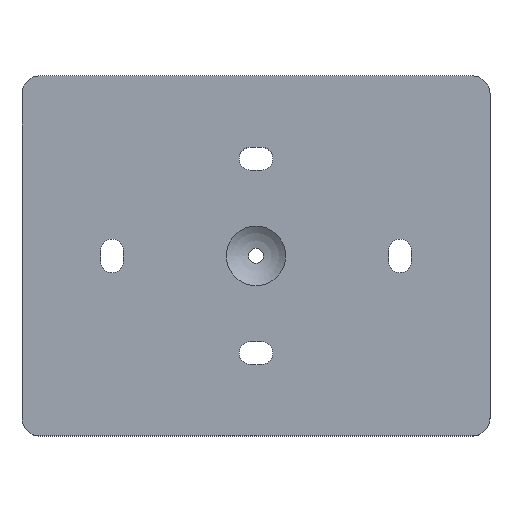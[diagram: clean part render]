
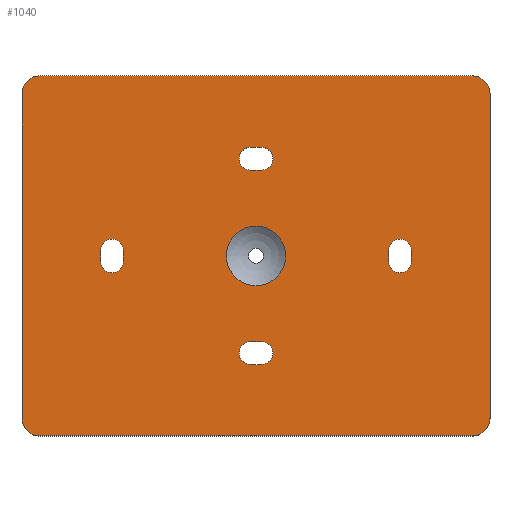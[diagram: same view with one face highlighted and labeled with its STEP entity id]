
A CAD part, top view. The second image highlights one B-rep face of the part: STEP entity #1040.
In plain terms, the highlighted planar face has unit normal (0, 0, 1).
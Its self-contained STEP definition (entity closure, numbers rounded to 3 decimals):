
#25=FACE_BOUND('',#242,.T.);
#26=FACE_BOUND('',#243,.T.);
#27=FACE_BOUND('',#244,.T.);
#28=FACE_BOUND('',#245,.T.);
#29=FACE_BOUND('',#246,.T.);
#31=CIRCLE('',#1058,3.175);
#33=CIRCLE('',#1062,3.175);
#35=CIRCLE('',#1066,3.175);
#37=CIRCLE('',#1070,3.175);
#39=CIRCLE('',#1073,3.175);
#41=CIRCLE('',#1077,3.175);
#43=CIRCLE('',#1082,3.175);
#45=CIRCLE('',#1086,3.175);
#83=CIRCLE('',#1148,5.);
#84=CIRCLE('',#1151,5.);
#85=CIRCLE('',#1153,5.);
#86=CIRCLE('',#1156,5.);
#90=CIRCLE('',#1162,8.254);
#178=FACE_OUTER_BOUND('',#241,.T.);
#241=EDGE_LOOP('',(#938,#939,#940,#941,#942,#943,#944,#945));
#242=EDGE_LOOP('',(#946,#947,#948,#949));
#243=EDGE_LOOP('',(#950,#951,#952,#953));
#244=EDGE_LOOP('',(#954,#955,#956,#957));
#245=EDGE_LOOP('',(#958,#959,#960,#961));
#246=EDGE_LOOP('',(#962));
#249=LINE('',#1507,#334);
#253=LINE('',#1519,#338);
#257=LINE('',#1531,#342);
#261=LINE('',#1543,#346);
#266=LINE('',#1561,#351);
#270=LINE('',#1571,#355);
#273=LINE('',#1579,#358);
#277=LINE('',#1591,#362);
#320=LINE('',#1759,#405);
#325=LINE('',#1773,#410);
#330=LINE('',#1798,#415);
#331=LINE('',#1800,#416);
#334=VECTOR('',#1180,10.);
#338=VECTOR('',#1192,10.);
#342=VECTOR('',#1204,10.);
#346=VECTOR('',#1216,10.);
#351=VECTOR('',#1235,10.);
#355=VECTOR('',#1247,10.);
#358=VECTOR('',#1252,10.);
#362=VECTOR('',#1264,10.);
#405=VECTOR('',#1439,10.);
#410=VECTOR('',#1454,10.);
#415=VECTOR('',#1491,10.);
#416=VECTOR('',#1494,10.);
#419=VERTEX_POINT('',#1504);
#420=VERTEX_POINT('',#1506);
#422=VERTEX_POINT('',#1512);
#424=VERTEX_POINT('',#1518);
#427=VERTEX_POINT('',#1528);
#428=VERTEX_POINT('',#1530);
#430=VERTEX_POINT('',#1536);
#432=VERTEX_POINT('',#1542);
#435=VERTEX_POINT('',#1552);
#436=VERTEX_POINT('',#1554);
#438=VERTEX_POINT('',#1560);
#440=VERTEX_POINT('',#1566);
#443=VERTEX_POINT('',#1576);
#444=VERTEX_POINT('',#1578);
#446=VERTEX_POINT('',#1584);
#448=VERTEX_POINT('',#1590);
#505=VERTEX_POINT('',#1752);
#506=VERTEX_POINT('',#1753);
#507=VERTEX_POINT('',#1758);
#508=VERTEX_POINT('',#1762);
#509=VERTEX_POINT('',#1766);
#510=VERTEX_POINT('',#1767);
#511=VERTEX_POINT('',#1772);
#512=VERTEX_POINT('',#1776);
#515=VERTEX_POINT('',#1786);
#518=EDGE_CURVE('',#420,#419,#249,.T.);
#521=EDGE_CURVE('',#422,#420,#31,.T.);
#524=EDGE_CURVE('',#424,#422,#253,.T.);
#527=EDGE_CURVE('',#419,#424,#33,.T.);
#530=EDGE_CURVE('',#428,#427,#257,.T.);
#533=EDGE_CURVE('',#430,#428,#35,.T.);
#536=EDGE_CURVE('',#432,#430,#261,.T.);
#539=EDGE_CURVE('',#427,#432,#37,.T.);
#542=EDGE_CURVE('',#436,#435,#39,.T.);
#545=EDGE_CURVE('',#438,#436,#266,.T.);
#548=EDGE_CURVE('',#440,#438,#41,.T.);
#551=EDGE_CURVE('',#435,#440,#270,.T.);
#554=EDGE_CURVE('',#444,#443,#273,.T.);
#557=EDGE_CURVE('',#446,#444,#43,.T.);
#560=EDGE_CURVE('',#448,#446,#277,.T.);
#563=EDGE_CURVE('',#443,#448,#45,.T.);
#640=EDGE_CURVE('',#505,#506,#83,.T.);
#643=EDGE_CURVE('',#507,#506,#320,.T.);
#645=EDGE_CURVE('',#507,#508,#84,.T.);
#647=EDGE_CURVE('',#509,#510,#85,.T.);
#650=EDGE_CURVE('',#511,#510,#325,.T.);
#652=EDGE_CURVE('',#511,#512,#86,.T.);
#658=EDGE_CURVE('',#515,#515,#90,.T.);
#663=EDGE_CURVE('',#505,#512,#330,.T.);
#664=EDGE_CURVE('',#509,#508,#331,.T.);
#938=ORIENTED_EDGE('',*,*,#640,.F.);
#939=ORIENTED_EDGE('',*,*,#663,.T.);
#940=ORIENTED_EDGE('',*,*,#652,.F.);
#941=ORIENTED_EDGE('',*,*,#650,.T.);
#942=ORIENTED_EDGE('',*,*,#647,.F.);
#943=ORIENTED_EDGE('',*,*,#664,.T.);
#944=ORIENTED_EDGE('',*,*,#645,.F.);
#945=ORIENTED_EDGE('',*,*,#643,.T.);
#946=ORIENTED_EDGE('',*,*,#518,.T.);
#947=ORIENTED_EDGE('',*,*,#527,.T.);
#948=ORIENTED_EDGE('',*,*,#524,.T.);
#949=ORIENTED_EDGE('',*,*,#521,.T.);
#950=ORIENTED_EDGE('',*,*,#530,.T.);
#951=ORIENTED_EDGE('',*,*,#539,.T.);
#952=ORIENTED_EDGE('',*,*,#536,.T.);
#953=ORIENTED_EDGE('',*,*,#533,.T.);
#954=ORIENTED_EDGE('',*,*,#545,.T.);
#955=ORIENTED_EDGE('',*,*,#542,.T.);
#956=ORIENTED_EDGE('',*,*,#551,.T.);
#957=ORIENTED_EDGE('',*,*,#548,.T.);
#958=ORIENTED_EDGE('',*,*,#554,.T.);
#959=ORIENTED_EDGE('',*,*,#563,.T.);
#960=ORIENTED_EDGE('',*,*,#560,.T.);
#961=ORIENTED_EDGE('',*,*,#557,.T.);
#962=ORIENTED_EDGE('',*,*,#658,.T.);
#985=PLANE('',#1173);
#1040=ADVANCED_FACE('',(#178,#25,#26,#27,#28,#29),#985,.F.);
#1058=AXIS2_PLACEMENT_3D('',#1513,#1186,#1187);
#1062=AXIS2_PLACEMENT_3D('',#1523,#1198,#1199);
#1066=AXIS2_PLACEMENT_3D('',#1537,#1210,#1211);
#1070=AXIS2_PLACEMENT_3D('',#1547,#1222,#1223);
#1073=AXIS2_PLACEMENT_3D('',#1555,#1229,#1230);
#1077=AXIS2_PLACEMENT_3D('',#1567,#1241,#1242);
#1082=AXIS2_PLACEMENT_3D('',#1585,#1258,#1259);
#1086=AXIS2_PLACEMENT_3D('',#1595,#1270,#1271);
#1148=AXIS2_PLACEMENT_3D('',#1754,#1433,#1434);
#1151=AXIS2_PLACEMENT_3D('',#1763,#1443,#1444);
#1153=AXIS2_PLACEMENT_3D('',#1768,#1448,#1449);
#1156=AXIS2_PLACEMENT_3D('',#1777,#1458,#1459);
#1162=AXIS2_PLACEMENT_3D('',#1788,#1472,#1473);
#1173=AXIS2_PLACEMENT_3D('',#1802,#1497,#1498);
#1180=DIRECTION('',(0.,1.,0.));
#1186=DIRECTION('center_axis',(0.,0.,-1.));
#1187=DIRECTION('ref_axis',(-1.,0.,0.));
#1192=DIRECTION('',(0.,-1.,0.));
#1198=DIRECTION('center_axis',(0.,0.,-1.));
#1199=DIRECTION('ref_axis',(-1.,0.,0.));
#1204=DIRECTION('',(-1.,0.,0.));
#1210=DIRECTION('center_axis',(0.,0.,-1.));
#1211=DIRECTION('ref_axis',(-1.,0.,0.));
#1216=DIRECTION('',(1.,0.,0.));
#1222=DIRECTION('center_axis',(0.,0.,-1.));
#1223=DIRECTION('ref_axis',(-1.,0.,0.));
#1229=DIRECTION('center_axis',(0.,0.,-1.));
#1230=DIRECTION('ref_axis',(-1.,0.,0.));
#1235=DIRECTION('',(0.,1.,0.));
#1241=DIRECTION('center_axis',(0.,0.,-1.));
#1242=DIRECTION('ref_axis',(-1.,0.,0.));
#1247=DIRECTION('',(0.,-1.,0.));
#1252=DIRECTION('',(-1.,0.,0.));
#1258=DIRECTION('center_axis',(0.,0.,-1.));
#1259=DIRECTION('ref_axis',(-1.,0.,0.));
#1264=DIRECTION('',(1.,0.,0.));
#1270=DIRECTION('center_axis',(0.,0.,-1.));
#1271=DIRECTION('ref_axis',(-1.,0.,0.));
#1433=DIRECTION('center_axis',(0.,0.,-1.));
#1434=DIRECTION('ref_axis',(-0.707,0.707,0.));
#1439=DIRECTION('',(-1.,0.,0.));
#1443=DIRECTION('center_axis',(0.,0.,-1.));
#1444=DIRECTION('ref_axis',(0.707,0.707,0.));
#1448=DIRECTION('center_axis',(0.,0.,-1.));
#1449=DIRECTION('ref_axis',(0.707,-0.707,0.));
#1454=DIRECTION('',(1.,0.,0.));
#1458=DIRECTION('center_axis',(0.,0.,-1.));
#1459=DIRECTION('ref_axis',(-0.707,-0.707,0.));
#1472=DIRECTION('center_axis',(0.,0.,-1.));
#1473=DIRECTION('ref_axis',(0.,1.,0.));
#1491=DIRECTION('',(0.,-1.,0.));
#1494=DIRECTION('',(0.,1.,0.));
#1497=DIRECTION('center_axis',(0.,0.,-1.));
#1498=DIRECTION('ref_axis',(-1.,0.,0.));
#1504=CARTESIAN_POINT('',(36.825,1.5,30.));
#1506=CARTESIAN_POINT('',(36.825,-1.5,30.));
#1507=CARTESIAN_POINT('',(36.825,12.75,30.));
#1512=CARTESIAN_POINT('',(43.175,-1.495,30.));
#1513=CARTESIAN_POINT('Origin',(40.,-1.5,30.));
#1518=CARTESIAN_POINT('',(43.175,1.5,30.));
#1519=CARTESIAN_POINT('',(43.175,14.25,30.));
#1523=CARTESIAN_POINT('Origin',(40.,1.5,30.));
#1528=CARTESIAN_POINT('',(-1.504,23.825,30.));
#1530=CARTESIAN_POINT('',(1.499,23.825,30.));
#1531=CARTESIAN_POINT('',(0.75,23.825,30.));
#1536=CARTESIAN_POINT('',(1.499,30.175,30.));
#1537=CARTESIAN_POINT('Origin',(1.5,27.,30.));
#1542=CARTESIAN_POINT('',(-1.504,30.175,30.));
#1543=CARTESIAN_POINT('',(-0.752,30.175,30.));
#1547=CARTESIAN_POINT('Origin',(-1.5,27.,30.));
#1552=CARTESIAN_POINT('',(-36.825,1.5,30.));
#1554=CARTESIAN_POINT('',(-43.175,1.5,30.));
#1555=CARTESIAN_POINT('Origin',(-40.,1.5,30.));
#1560=CARTESIAN_POINT('',(-43.175,-1.508,30.));
#1561=CARTESIAN_POINT('',(-43.175,12.746,30.));
#1566=CARTESIAN_POINT('',(-36.825,-1.508,30.));
#1567=CARTESIAN_POINT('Origin',(-40.,-1.5,30.));
#1571=CARTESIAN_POINT('',(-36.825,14.25,30.));
#1576=CARTESIAN_POINT('',(-1.504,-30.175,30.));
#1578=CARTESIAN_POINT('',(1.499,-30.175,30.));
#1579=CARTESIAN_POINT('',(0.75,-30.175,30.));
#1584=CARTESIAN_POINT('',(1.499,-23.825,30.));
#1585=CARTESIAN_POINT('Origin',(1.5,-27.,30.));
#1590=CARTESIAN_POINT('',(-1.504,-23.825,30.));
#1591=CARTESIAN_POINT('',(-0.752,-23.825,30.));
#1595=CARTESIAN_POINT('Origin',(-1.5,-27.,30.));
#1752=CARTESIAN_POINT('',(-65.,45.,30.));
#1753=CARTESIAN_POINT('',(-60.,50.,30.));
#1754=CARTESIAN_POINT('Origin',(-60.,45.,30.));
#1758=CARTESIAN_POINT('',(60.,50.,30.));
#1759=CARTESIAN_POINT('',(65.,50.,30.));
#1762=CARTESIAN_POINT('',(65.,45.,30.));
#1763=CARTESIAN_POINT('Origin',(60.,45.,30.));
#1766=CARTESIAN_POINT('',(65.,-45.,30.));
#1767=CARTESIAN_POINT('',(60.,-50.,30.));
#1768=CARTESIAN_POINT('Origin',(60.,-45.,30.));
#1772=CARTESIAN_POINT('',(-60.,-50.,30.));
#1773=CARTESIAN_POINT('',(-65.,-50.,30.));
#1776=CARTESIAN_POINT('',(-65.,-45.,30.));
#1777=CARTESIAN_POINT('Origin',(-60.,-45.,30.));
#1786=CARTESIAN_POINT('',(-8.254,0.,30.));
#1788=CARTESIAN_POINT('Origin',(0.,0.,30.));
#1798=CARTESIAN_POINT('',(-65.,50.,30.));
#1800=CARTESIAN_POINT('',(65.,-50.,30.));
#1802=CARTESIAN_POINT('Origin',(0.,27.,30.));
